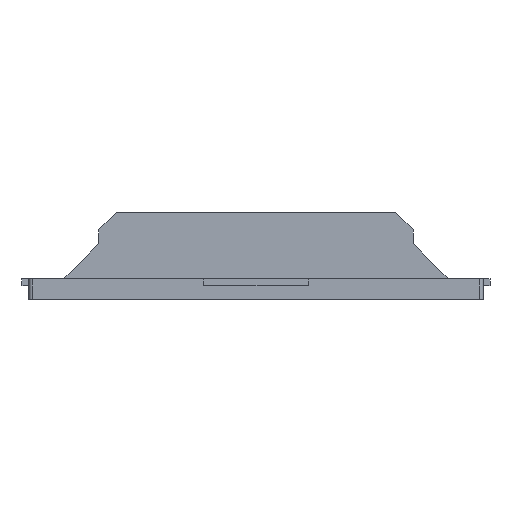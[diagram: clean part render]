
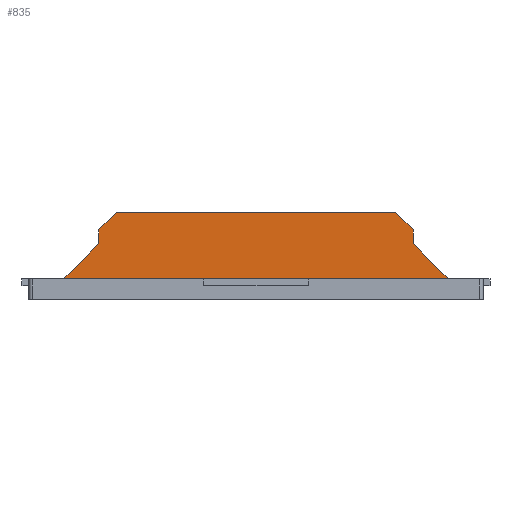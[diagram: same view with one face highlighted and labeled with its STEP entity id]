
A CAD part, left-side view. The second image highlights one B-rep face of the part: STEP entity #835.
In plain terms, the highlighted planar face has unit normal (-1, 0, 0).
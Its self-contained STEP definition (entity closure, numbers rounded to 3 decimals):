
#37=FACE_OUTER_BOUND('',#81,.T.);
#81=EDGE_LOOP('',(#582,#583,#584,#585,#586,#587,#588,#589));
#119=LINE('',#1169,#232);
#123=LINE('',#1176,#236);
#128=LINE('',#1187,#241);
#131=LINE('',#1192,#244);
#133=LINE('',#1197,#246);
#137=LINE('',#1205,#250);
#140=LINE('',#1210,#253);
#141=LINE('',#1212,#254);
#232=VECTOR('',#948,10.);
#236=VECTOR('',#954,10.);
#241=VECTOR('',#963,10.);
#244=VECTOR('',#968,10.);
#246=VECTOR('',#972,10.);
#250=VECTOR('',#978,10.);
#253=VECTOR('',#985,10.);
#254=VECTOR('',#988,10.);
#345=VERTEX_POINT('',#1166);
#346=VERTEX_POINT('',#1168);
#348=VERTEX_POINT('',#1174);
#352=VERTEX_POINT('',#1186);
#353=VERTEX_POINT('',#1190);
#354=VERTEX_POINT('',#1194);
#355=VERTEX_POINT('',#1196);
#358=VERTEX_POINT('',#1203);
#425=EDGE_CURVE('',#345,#346,#119,.T.);
#429=EDGE_CURVE('',#348,#345,#123,.T.);
#434=EDGE_CURVE('',#352,#348,#128,.T.);
#437=EDGE_CURVE('',#353,#352,#131,.T.);
#439=EDGE_CURVE('',#354,#355,#133,.T.);
#443=EDGE_CURVE('',#358,#353,#137,.T.);
#446=EDGE_CURVE('',#354,#346,#140,.T.);
#447=EDGE_CURVE('',#355,#358,#141,.T.);
#582=ORIENTED_EDGE('',*,*,#425,.F.);
#583=ORIENTED_EDGE('',*,*,#429,.F.);
#584=ORIENTED_EDGE('',*,*,#434,.F.);
#585=ORIENTED_EDGE('',*,*,#437,.F.);
#586=ORIENTED_EDGE('',*,*,#443,.F.);
#587=ORIENTED_EDGE('',*,*,#447,.F.);
#588=ORIENTED_EDGE('',*,*,#439,.F.);
#589=ORIENTED_EDGE('',*,*,#446,.T.);
#795=PLANE('',#899);
#835=ADVANCED_FACE('',(#37),#795,.T.);
#899=AXIS2_PLACEMENT_3D('',#1211,#986,#987);
#948=DIRECTION('',(0.,-0.707,-0.707));
#954=DIRECTION('',(0.,-1.,0.));
#963=DIRECTION('',(0.,-0.707,0.707));
#968=DIRECTION('',(0.,0.,1.));
#972=DIRECTION('',(0.,-0.707,-0.707));
#978=DIRECTION('',(0.,-0.707,0.707));
#985=DIRECTION('',(0.,0.,1.));
#986=DIRECTION('center_axis',(-1.,0.,0.));
#987=DIRECTION('ref_axis',(0.,-1.,0.));
#988=DIRECTION('',(0.,1.,0.));
#1166=CARTESIAN_POINT('',(1.,5.,5.));
#1168=CARTESIAN_POINT('',(1.,4.,4.));
#1169=CARTESIAN_POINT('',(1.,8.05,8.05));
#1174=CARTESIAN_POINT('',(1.,21.,5.));
#1176=CARTESIAN_POINT('',(1.,26.,5.));
#1186=CARTESIAN_POINT('',(1.,22.,4.));
#1187=CARTESIAN_POINT('',(1.,22.45,3.55));
#1190=CARTESIAN_POINT('',(1.,22.,3.2));
#1192=CARTESIAN_POINT('',(1.,22.,1.2));
#1194=CARTESIAN_POINT('',(1.,4.,3.2));
#1196=CARTESIAN_POINT('',(1.,2.,1.2));
#1197=CARTESIAN_POINT('',(1.,7.5,6.7));
#1203=CARTESIAN_POINT('',(1.,24.,1.2));
#1205=CARTESIAN_POINT('',(1.,23.,2.2));
#1210=CARTESIAN_POINT('',(1.,4.,1.2));
#1211=CARTESIAN_POINT('Origin',(1.,22.,1.2));
#1212=CARTESIAN_POINT('',(1.,17.5,1.2));
